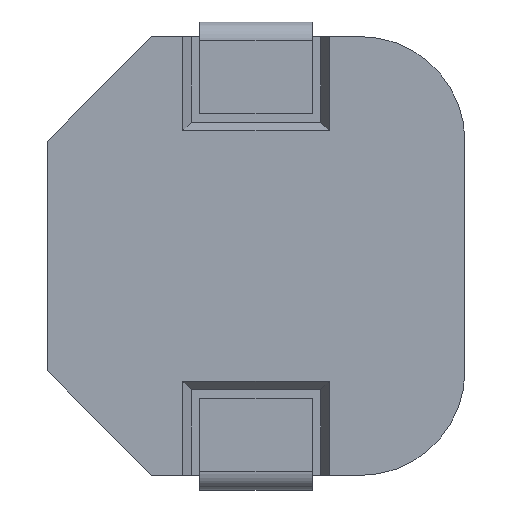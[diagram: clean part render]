
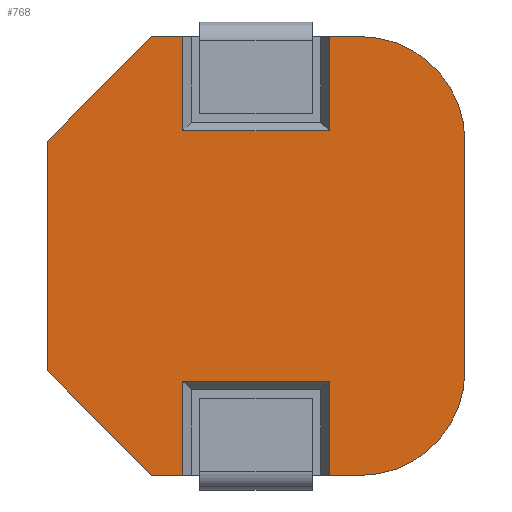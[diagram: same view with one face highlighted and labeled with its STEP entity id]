
A CAD part, front view. The second image highlights one B-rep face of the part: STEP entity #768.
In plain terms, the highlighted planar face has unit normal (0, -1, 0).
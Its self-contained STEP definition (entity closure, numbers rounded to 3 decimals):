
#2 = CARTESIAN_POINT ( 'NONE',  ( 5., 0.1, -5.25 ) ) ;
#25 = EDGE_CURVE ( 'NONE', #974, #593, #510, .T. ) ;
#52 = VECTOR ( 'NONE', #470, 1000. ) ;
#59 = CARTESIAN_POINT ( 'NONE',  ( 5., 0.1, -2.75 ) ) ;
#75 = DIRECTION ( 'NONE',  ( 0., 0., 1. ) ) ;
#80 = CARTESIAN_POINT ( 'NONE',  ( 1.752, 0.1, -2.998 ) ) ;
#91 = EDGE_LOOP ( 'NONE', ( #1050, #1380, #1045, #1186, #1381, #1364, #826, #844, #591, #1127, #731, #934, #1514, #1531, #1568, #344 ) ) ;
#97 = EDGE_CURVE ( 'NONE', #535, #187, #759, .T. ) ;
#120 = LINE ( 'NONE', #1187, #311 ) ;
#137 = EDGE_CURVE ( 'NONE', #977, #804, #1357, .T. ) ;
#142 = LINE ( 'NONE', #814, #219 ) ;
#149 = VERTEX_POINT ( 'NONE', #1454 ) ;
#179 = VECTOR ( 'NONE', #564, 1000. ) ;
#187 = VERTEX_POINT ( 'NONE', #366 ) ;
#194 = CARTESIAN_POINT ( 'NONE',  ( -1.752, 0.1, -2.998 ) ) ;
#199 = EDGE_CURVE ( 'NONE', #494, #615, #1376, .T. ) ;
#200 = CIRCLE ( 'NONE', #806, 2.5 ) ;
#202 = CIRCLE ( 'NONE', #397, 2.5 ) ;
#219 = VECTOR ( 'NONE', #438, 1000. ) ;
#226 = CARTESIAN_POINT ( 'NONE',  ( -5., 0.1, 5.25 ) ) ;
#248 = EDGE_CURVE ( 'NONE', #633, #593, #1001, .T. ) ;
#310 = LINE ( 'NONE', #845, #1071 ) ;
#311 = VECTOR ( 'NONE', #818, 1000. ) ;
#330 = CARTESIAN_POINT ( 'NONE',  ( -2.5, 0.1, 5.25 ) ) ;
#344 = ORIENTED_EDGE ( 'NONE', *, *, #744, .T. ) ;
#366 = CARTESIAN_POINT ( 'NONE',  ( 1.752, 0.1, 2.998 ) ) ;
#373 = CARTESIAN_POINT ( 'NONE',  ( -5., 0.1, -2.75 ) ) ;
#390 = CARTESIAN_POINT ( 'NONE',  ( -2.5, 0.1, -5.25 ) ) ;
#397 = AXIS2_PLACEMENT_3D ( 'NONE', #1048, #433, #75 ) ;
#407 = CARTESIAN_POINT ( 'NONE',  ( -1.752, 0.1, -5.25 ) ) ;
#427 = DIRECTION ( 'NONE',  ( 0., 0., 1. ) ) ;
#433 = DIRECTION ( 'NONE',  ( 0., -1., 0. ) ) ;
#438 = DIRECTION ( 'NONE',  ( 0., 0., 1. ) ) ;
#449 = CARTESIAN_POINT ( 'NONE',  ( 1.752, 0.1, -8.718 ) ) ;
#460 = DIRECTION ( 'NONE',  ( 0., 0., 1. ) ) ;
#469 = VECTOR ( 'NONE', #1467, 1000. ) ;
#470 = DIRECTION ( 'NONE',  ( 1., 0., 0. ) ) ;
#488 = VECTOR ( 'NONE', #616, 1000. ) ;
#494 = VERTEX_POINT ( 'NONE', #59 ) ;
#499 = CARTESIAN_POINT ( 'NONE',  ( -5., 0.1, 2.998 ) ) ;
#510 = LINE ( 'NONE', #449, #878 ) ;
#517 = EDGE_CURVE ( 'NONE', #535, #804, #142, .T. ) ;
#526 = LINE ( 'NONE', #2, #488 ) ;
#528 = EDGE_CURVE ( 'NONE', #615, #574, #202, .T. ) ;
#535 = VERTEX_POINT ( 'NONE', #930 ) ;
#542 = EDGE_CURVE ( 'NONE', #881, #633, #1156, .T. ) ;
#558 = AXIS2_PLACEMENT_3D ( 'NONE', #499, #1353, #865 ) ;
#564 = DIRECTION ( 'NONE',  ( 0., 0., 1. ) ) ;
#574 = VERTEX_POINT ( 'NONE', #1161 ) ;
#591 = ORIENTED_EDGE ( 'NONE', *, *, #199, .T. ) ;
#593 = VERTEX_POINT ( 'NONE', #80 ) ;
#601 = VECTOR ( 'NONE', #1579, 1000. ) ;
#615 = VERTEX_POINT ( 'NONE', #1555 ) ;
#616 = DIRECTION ( 'NONE',  ( -1., 0., 0. ) ) ;
#625 = CARTESIAN_POINT ( 'NONE',  ( -5., 0.1, -2.998 ) ) ;
#633 = VERTEX_POINT ( 'NONE', #194 ) ;
#637 = DIRECTION ( 'NONE',  ( 0., -1., 0. ) ) ;
#640 = DIRECTION ( 'NONE',  ( 1., 0., 0. ) ) ;
#699 = EDGE_CURVE ( 'NONE', #149, #574, #945, .T. ) ;
#706 = DIRECTION ( 'NONE',  ( 0.707, 0., -0.707 ) ) ;
#725 = EDGE_CURVE ( 'NONE', #1485, #955, #1114, .T. ) ;
#731 = ORIENTED_EDGE ( 'NONE', *, *, #699, .F. ) ;
#735 = DIRECTION ( 'NONE',  ( -0.707, 0., -0.707 ) ) ;
#736 = DIRECTION ( 'NONE',  ( 1., 0., 0. ) ) ;
#739 = VECTOR ( 'NONE', #427, 1000. ) ;
#742 = CARTESIAN_POINT ( 'NONE',  ( 5., 0.1, 2.998 ) ) ;
#744 = EDGE_CURVE ( 'NONE', #977, #895, #907, .T. ) ;
#750 = CARTESIAN_POINT ( 'NONE',  ( -5., 0.1, 2.75 ) ) ;
#759 = LINE ( 'NONE', #1216, #1160 ) ;
#768 = ADVANCED_FACE ( 'NONE', ( #1191 ), #1582, .F. ) ;
#773 = EDGE_CURVE ( 'NONE', #953, #974, #526, .T. ) ;
#804 = VERTEX_POINT ( 'NONE', #1101 ) ;
#806 = AXIS2_PLACEMENT_3D ( 'NONE', #1015, #637, #1125 ) ;
#814 = CARTESIAN_POINT ( 'NONE',  ( -1.752, 0.1, -8.718 ) ) ;
#815 = VECTOR ( 'NONE', #706, 1000. ) ;
#818 = DIRECTION ( 'NONE',  ( -1., 0., 0. ) ) ;
#826 = ORIENTED_EDGE ( 'NONE', *, *, #773, .F. ) ;
#831 = CARTESIAN_POINT ( 'NONE',  ( 5., 0.1, 5.25 ) ) ;
#844 = ORIENTED_EDGE ( 'NONE', *, *, #859, .T. ) ;
#845 = CARTESIAN_POINT ( 'NONE',  ( 1.752, 0.1, -8.718 ) ) ;
#859 = EDGE_CURVE ( 'NONE', #953, #494, #200, .T. ) ;
#865 = DIRECTION ( 'NONE',  ( 0., 0., 1. ) ) ;
#878 = VECTOR ( 'NONE', #460, 1000. ) ;
#881 = VERTEX_POINT ( 'NONE', #407 ) ;
#895 = VERTEX_POINT ( 'NONE', #750 ) ;
#907 = LINE ( 'NONE', #330, #1542 ) ;
#923 = CARTESIAN_POINT ( 'NONE',  ( -1.752, 0.1, -8.718 ) ) ;
#930 = CARTESIAN_POINT ( 'NONE',  ( -1.752, 0.1, 2.998 ) ) ;
#934 = ORIENTED_EDGE ( 'NONE', *, *, #1301, .F. ) ;
#945 = LINE ( 'NONE', #831, #52 ) ;
#951 = CARTESIAN_POINT ( 'NONE',  ( -5., 0.1, -2.75 ) ) ;
#953 = VERTEX_POINT ( 'NONE', #1120 ) ;
#955 = VERTEX_POINT ( 'NONE', #390 ) ;
#974 = VERTEX_POINT ( 'NONE', #1391 ) ;
#977 = VERTEX_POINT ( 'NONE', #1388 ) ;
#1001 = LINE ( 'NONE', #625, #1044 ) ;
#1015 = CARTESIAN_POINT ( 'NONE',  ( 2.5, 0.1, -2.75 ) ) ;
#1044 = VECTOR ( 'NONE', #640, 1000. ) ;
#1045 = ORIENTED_EDGE ( 'NONE', *, *, #1192, .F. ) ;
#1048 = CARTESIAN_POINT ( 'NONE',  ( 2.5, 0.1, 2.75 ) ) ;
#1050 = ORIENTED_EDGE ( 'NONE', *, *, #1222, .F. ) ;
#1071 = VECTOR ( 'NONE', #1334, 1000. ) ;
#1101 = CARTESIAN_POINT ( 'NONE',  ( -1.752, 0.1, 5.25 ) ) ;
#1114 = LINE ( 'NONE', #951, #815 ) ;
#1120 = CARTESIAN_POINT ( 'NONE',  ( 2.5, 0.1, -5.25 ) ) ;
#1125 = DIRECTION ( 'NONE',  ( 0., 0., 1. ) ) ;
#1127 = ORIENTED_EDGE ( 'NONE', *, *, #528, .T. ) ;
#1156 = LINE ( 'NONE', #923, #739 ) ;
#1160 = VECTOR ( 'NONE', #736, 1000. ) ;
#1161 = CARTESIAN_POINT ( 'NONE',  ( 2.5, 0.1, 5.25 ) ) ;
#1186 = ORIENTED_EDGE ( 'NONE', *, *, #542, .T. ) ;
#1187 = CARTESIAN_POINT ( 'NONE',  ( -5., 0.1, -5.25 ) ) ;
#1191 = FACE_OUTER_BOUND ( 'NONE', #91, .T. ) ;
#1192 = EDGE_CURVE ( 'NONE', #881, #955, #120, .T. ) ;
#1216 = CARTESIAN_POINT ( 'NONE',  ( -5., 0.1, 2.998 ) ) ;
#1222 = EDGE_CURVE ( 'NONE', #1485, #895, #1519, .T. ) ;
#1301 = EDGE_CURVE ( 'NONE', #187, #149, #310, .T. ) ;
#1304 = CARTESIAN_POINT ( 'NONE',  ( -5., 0.1, 2.998 ) ) ;
#1334 = DIRECTION ( 'NONE',  ( 0., 0., 1. ) ) ;
#1353 = DIRECTION ( 'NONE',  ( 0., 1., 0. ) ) ;
#1357 = LINE ( 'NONE', #226, #469 ) ;
#1364 = ORIENTED_EDGE ( 'NONE', *, *, #25, .F. ) ;
#1376 = LINE ( 'NONE', #742, #601 ) ;
#1380 = ORIENTED_EDGE ( 'NONE', *, *, #725, .T. ) ;
#1381 = ORIENTED_EDGE ( 'NONE', *, *, #248, .T. ) ;
#1388 = CARTESIAN_POINT ( 'NONE',  ( -2.5, 0.1, 5.25 ) ) ;
#1391 = CARTESIAN_POINT ( 'NONE',  ( 1.752, 0.1, -5.25 ) ) ;
#1454 = CARTESIAN_POINT ( 'NONE',  ( 1.752, 0.1, 5.25 ) ) ;
#1467 = DIRECTION ( 'NONE',  ( 1., 0., 0. ) ) ;
#1485 = VERTEX_POINT ( 'NONE', #373 ) ;
#1514 = ORIENTED_EDGE ( 'NONE', *, *, #97, .F. ) ;
#1519 = LINE ( 'NONE', #1304, #179 ) ;
#1531 = ORIENTED_EDGE ( 'NONE', *, *, #517, .T. ) ;
#1542 = VECTOR ( 'NONE', #735, 1000. ) ;
#1555 = CARTESIAN_POINT ( 'NONE',  ( 5., 0.1, 2.75 ) ) ;
#1568 = ORIENTED_EDGE ( 'NONE', *, *, #137, .F. ) ;
#1579 = DIRECTION ( 'NONE',  ( 0., 0., 1. ) ) ;
#1582 = PLANE ( 'NONE',  #558 ) ;
